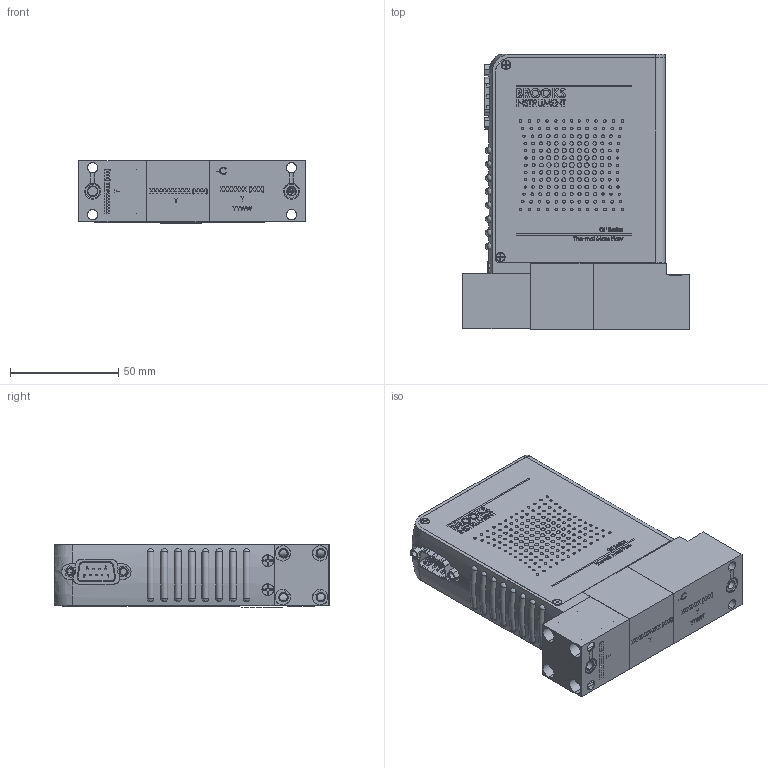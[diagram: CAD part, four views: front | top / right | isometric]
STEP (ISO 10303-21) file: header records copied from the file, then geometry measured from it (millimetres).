
FILE_DESCRIPTION (( 'STEP AP203' ), '1' );
FILE_NAME ('GF100-GF120-GF125-CX-SX.STEP', '2017-05-17T19:53:38', ( 'mrutkowski' ), ( 'Hewlett-Packard Company' ), 'SwSTEP 2.0', 'SolidWorks 2014', '' );
FILE_SCHEMA (( 'CONFIG_CONTROL_DESIGN' ));
Length unit declared in the file: inch
Products named in the file (1): GF100-GF120-GF125-CX-SX
Bounding box: 104.95 x 127.31 x 29.17 mm (x, y, z)
Surface area: 59230.7 mm2 (no closed solid volume)
Topology: 0 solids, 273 shells, 1064 faces, 6664 edges, 5853 vertices
Faces by surface type: plane 745, cylinder 203, bspline 63, torus 29, cone 18, sphere 6
Entity records: 84512 total; most frequent: CARTESIAN_POINT 36278, DIRECTION 8672, ORIENTED_EDGE 8249, EDGE_CURVE 6652, VERTEX_POINT 5847, LINE 3844, VECTOR 3844, AXIS2_PLACEMENT_3D 2414
